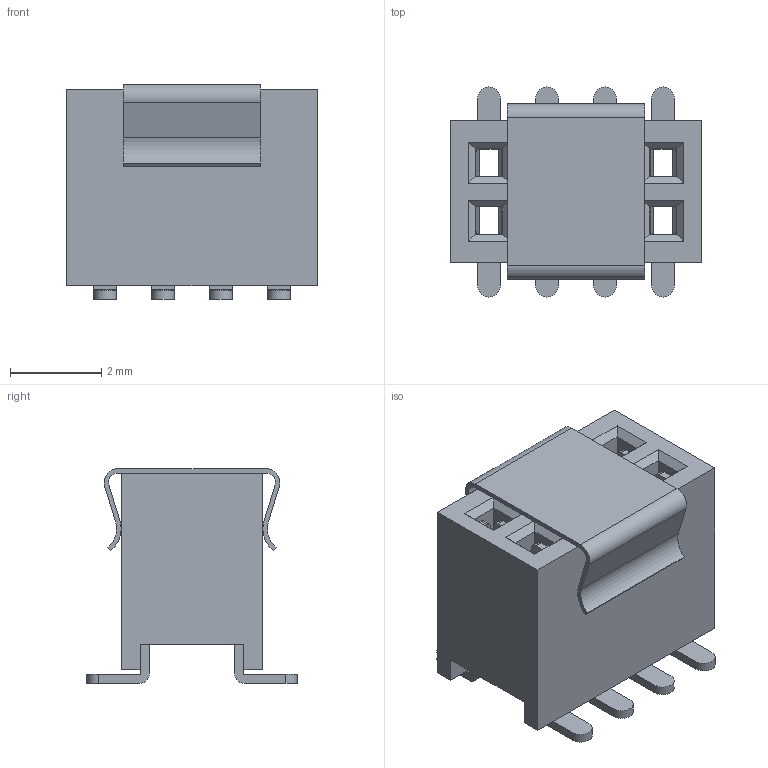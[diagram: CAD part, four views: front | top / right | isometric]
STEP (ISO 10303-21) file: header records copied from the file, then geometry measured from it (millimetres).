
FILE_DESCRIPTION(/* description */ ('Unknown'),/* implementation_level */ '2;1');
FILE_NAME(/* name */ 'J_Wurth_WR-PHD_62330821021',/* time_stamp */ '2025-04-30T11:39:49+08:00',/* author */ ('Unknown'),/* organization */ ('Unknown'),/* preprocessor_version */ 'ST-DEVELOPER v19.4',/* originating_system */ 'Solid Edge',/* authorisation */ 'Unknown');
FILE_SCHEMA (('AUTOMOTIVE_DESIGN {1 0 10303 214 3 1 1}'));
Length unit declared in the file: millimetre
Products named in the file (2): J_Wurth_WR-PHD_62330821021
Assembly tree (1 placements, depth 2):
  J_Wurth_WR-PHD_62330821021
    J_Wurth_WR-PHD_62330821021
Bounding box: 5.48 x 4.6 x 4.7 mm (x, y, z)
Volume: 51 mm3; surface area: 424.5 mm2
Topology: 10 solids, 10 shells, 588 faces, 1592 edges, 1024 vertices
Faces by surface type: plane 348, cylinder 240
Entity records: 18596 total; most frequent: CARTESIAN_POINT 3494, ORIENTED_EDGE 3184, DIRECTION 3108, EDGE_CURVE 1592, LINE 1064, VECTOR 1064, VERTEX_POINT 1024, AXIS2_PLACEMENT_3D 1022
